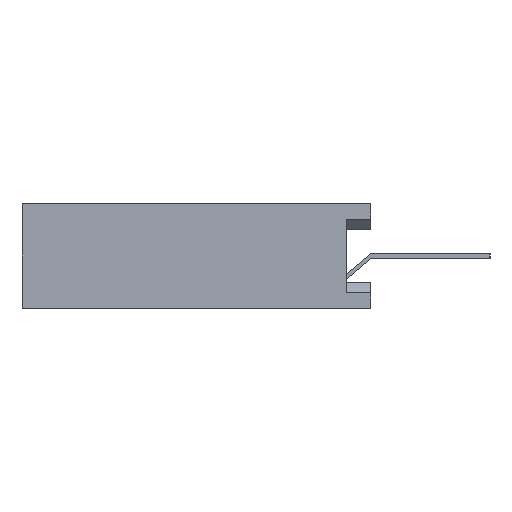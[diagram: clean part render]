
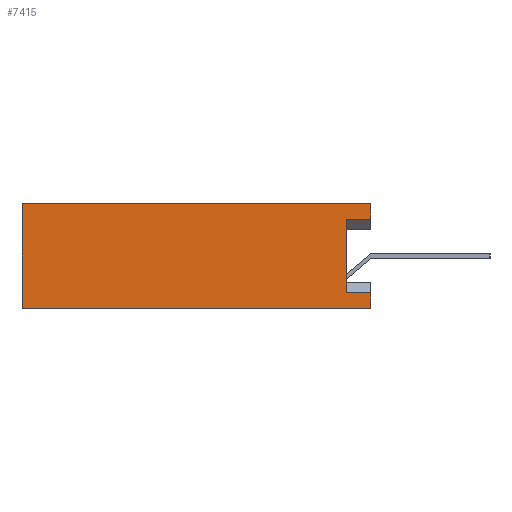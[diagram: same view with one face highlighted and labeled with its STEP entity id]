
A CAD part, left-side view. The second image highlights one B-rep face of the part: STEP entity #7415.
In plain terms, the highlighted planar face has unit normal (-1, 0, 0).
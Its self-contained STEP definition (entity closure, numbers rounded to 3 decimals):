
#17=DIRECTION('',(0.,-1.,0.));
#18=VECTOR('',#17,8.5);
#19=CARTESIAN_POINT('',(-11.43,4.25,-1.27));
#20=LINE('',#19,#18);
#325=DIRECTION('',(0.,0.,1.));
#326=VECTOR('',#325,0.37);
#327=CARTESIAN_POINT('',(-11.43,-4.25,-1.27));
#328=LINE('',#327,#326);
#341=DIRECTION('',(0.,0.,1.));
#342=VECTOR('',#341,0.37);
#343=CARTESIAN_POINT('',(-11.43,-4.25,0.9));
#344=LINE('',#343,#342);
#573=DIRECTION('',(0.,0.,1.));
#574=VECTOR('',#573,2.54);
#575=CARTESIAN_POINT('',(-11.43,4.25,-1.27));
#576=LINE('',#575,#574);
#577=DIRECTION('',(0.,1.,0.));
#578=VECTOR('',#577,0.6);
#579=CARTESIAN_POINT('',(-11.43,-4.25,0.9));
#580=LINE('',#579,#578);
#581=DIRECTION('',(0.,0.,1.));
#582=VECTOR('',#581,1.8);
#583=CARTESIAN_POINT('',(-11.43,-3.65,-0.9));
#584=LINE('',#583,#582);
#585=DIRECTION('',(0.,1.,0.));
#586=VECTOR('',#585,0.6);
#587=CARTESIAN_POINT('',(-11.43,-4.25,-0.9));
#588=LINE('',#587,#586);
#1221=DIRECTION('',(0.,-1.,0.));
#1222=VECTOR('',#1221,8.5);
#1223=CARTESIAN_POINT('',(-11.43,4.25,1.27));
#1224=LINE('',#1223,#1222);
#5045=CARTESIAN_POINT('',(-11.43,4.25,-1.27));
#5046=CARTESIAN_POINT('',(-11.43,-4.25,-1.27));
#5047=VERTEX_POINT('',#5045);
#5048=VERTEX_POINT('',#5046);
#5053=CARTESIAN_POINT('',(-11.43,4.25,1.27));
#5054=CARTESIAN_POINT('',(-11.43,-4.25,1.27));
#5055=VERTEX_POINT('',#5053);
#5056=VERTEX_POINT('',#5054);
#5181=CARTESIAN_POINT('',(-11.43,-4.25,-0.9));
#5182=VERTEX_POINT('',#5181);
#5183=CARTESIAN_POINT('',(-11.43,-4.25,0.9));
#5184=VERTEX_POINT('',#5183);
#5197=CARTESIAN_POINT('',(-11.43,-3.65,-0.9));
#5198=CARTESIAN_POINT('',(-11.43,-3.65,0.9));
#5199=VERTEX_POINT('',#5197);
#5200=VERTEX_POINT('',#5198);
#7395=CARTESIAN_POINT('',(-11.43,4.25,-1.27));
#7396=DIRECTION('',(-1.,0.,0.));
#7397=DIRECTION('',(0.,-1.,0.));
#7398=AXIS2_PLACEMENT_3D('',#7395,#7396,#7397);
#7399=PLANE('',#7398);
#7400=ORIENTED_EDGE('',*,*,#7094,.F.);
#7401=ORIENTED_EDGE('',*,*,#6690,.F.);
#7403=ORIENTED_EDGE('',*,*,#7402,.T.);
#7405=ORIENTED_EDGE('',*,*,#7404,.T.);
#7406=ORIENTED_EDGE('',*,*,#7110,.F.);
#7408=ORIENTED_EDGE('',*,*,#7407,.T.);
#7410=ORIENTED_EDGE('',*,*,#7409,.F.);
#7412=ORIENTED_EDGE('',*,*,#7411,.F.);
#7413=EDGE_LOOP('',(#7400,#7401,#7403,#7405,#7406,#7408,#7410,#7412));
#7414=FACE_OUTER_BOUND('',#7413,.F.);
#7415=ADVANCED_FACE('',(#7414),#7399,.T.);
#6690=EDGE_CURVE('',#5047,#5048,#20,.T.);
#7094=EDGE_CURVE('',#5048,#5182,#328,.T.);
#7110=EDGE_CURVE('',#5184,#5056,#344,.T.);
#7402=EDGE_CURVE('',#5047,#5055,#576,.T.);
#7404=EDGE_CURVE('',#5055,#5056,#1224,.T.);
#7407=EDGE_CURVE('',#5184,#5200,#580,.T.);
#7409=EDGE_CURVE('',#5199,#5200,#584,.T.);
#7411=EDGE_CURVE('',#5182,#5199,#588,.T.);
